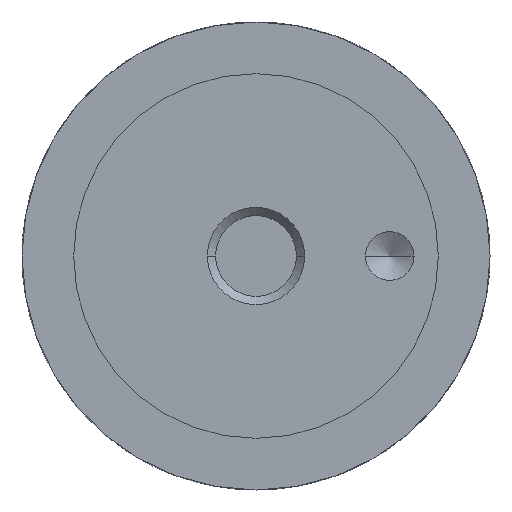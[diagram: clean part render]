
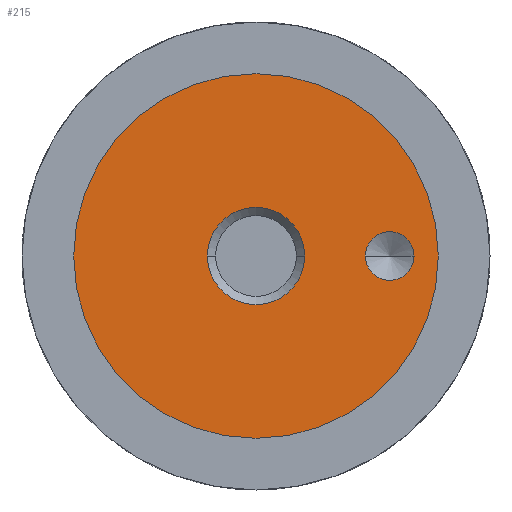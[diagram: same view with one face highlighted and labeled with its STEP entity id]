
A CAD part, front view. The second image highlights one B-rep face of the part: STEP entity #215.
In plain terms, the highlighted planar face has unit normal (0, -1, 0).
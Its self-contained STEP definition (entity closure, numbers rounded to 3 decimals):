
#215=ADVANCED_FACE('',(#468,#469,#470),#471,.T.);
#468=FACE_BOUND('',#784,.T.);
#469=FACE_BOUND('',#785,.T.);
#470=FACE_OUTER_BOUND('',#786,.T.);
#471=PLANE('',#787);
#784=EDGE_LOOP('',(#1276,#1277));
#785=EDGE_LOOP('',(#1278,#1279));
#786=EDGE_LOOP('',(#1280,#1281));
#787=AXIS2_PLACEMENT_3D('',#1282,#1283,#1284);
#1276=ORIENTED_EDGE('',*,*,#1781,.T.);
#1277=ORIENTED_EDGE('',*,*,#1866,.T.);
#1278=ORIENTED_EDGE('',*,*,#1872,.T.);
#1279=ORIENTED_EDGE('',*,*,#1772,.T.);
#1280=ORIENTED_EDGE('',*,*,#1761,.F.);
#1281=ORIENTED_EDGE('',*,*,#1876,.F.);
#1282=CARTESIAN_POINT('',(7.5,0.0,0.0));
#1283=DIRECTION('',(-0.0,-1.0,-0.0));
#1284=DIRECTION('',(-1.0,0.0,0.0));
#1761=EDGE_CURVE('',#2061,#2064,#2065,.T.);
#1772=EDGE_CURVE('',#2077,#2080,#2082,.T.);
#1781=EDGE_CURVE('',#2093,#2095,#2097,.T.);
#1866=EDGE_CURVE('',#2095,#2093,#2222,.T.);
#1872=EDGE_CURVE('',#2080,#2077,#2228,.T.);
#1876=EDGE_CURVE('',#2064,#2061,#2232,.T.);
#2061=VERTEX_POINT('',#2488);
#2064=VERTEX_POINT('',#2492);
#2065=CIRCLE('',#2493,15.0);
#2077=VERTEX_POINT('',#2508);
#2080=VERTEX_POINT('',#2512);
#2082=CIRCLE('',#2515,2.0);
#2093=VERTEX_POINT('',#2528);
#2095=VERTEX_POINT('',#2531);
#2097=CIRCLE('',#2534,4.0);
#2222=CIRCLE('',#3041,4.0);
#2228=CIRCLE('',#3047,2.0);
#2232=CIRCLE('',#3051,15.0);
#2488=CARTESIAN_POINT('',(15.0,0.0,0.0));
#2492=CARTESIAN_POINT('',(-15.0,0.0,0.));
#2493=AXIS2_PLACEMENT_3D('',#4135,#4136,#4137);
#2508=CARTESIAN_POINT('',(9.0,0.0,0.));
#2512=CARTESIAN_POINT('',(13.0,0.,0.));
#2515=AXIS2_PLACEMENT_3D('',#4152,#4153,#4154);
#2528=CARTESIAN_POINT('',(-4.0,0.,0.0));
#2531=CARTESIAN_POINT('',(4.0,0.,0.));
#2534=AXIS2_PLACEMENT_3D('',#4165,#4166,#4167);
#3041=AXIS2_PLACEMENT_3D('',#4226,#4227,#4228);
#3047=AXIS2_PLACEMENT_3D('',#4235,#4236,#4237);
#3051=AXIS2_PLACEMENT_3D('',#4241,#4242,#4243);
#4135=CARTESIAN_POINT('',(0.0,0.0,0.0));
#4136=DIRECTION('',(-0.0,1.0,0.0));
#4137=DIRECTION('',(1.0,0.0,0.0));
#4152=CARTESIAN_POINT('',(11.0,0.0,0.0));
#4153=DIRECTION('',(0.0,1.0,0.0));
#4154=DIRECTION('',(-1.0,0.0,0.0));
#4165=CARTESIAN_POINT('',(0.,0.,0.0));
#4166=DIRECTION('',(0.0,1.0,0.0));
#4167=DIRECTION('',(-1.0,0.0,0.0));
#4226=CARTESIAN_POINT('',(0.,0.,0.0));
#4227=DIRECTION('',(0.0,1.0,0.0));
#4228=DIRECTION('',(-1.0,0.0,0.0));
#4235=CARTESIAN_POINT('',(11.0,0.0,0.0));
#4236=DIRECTION('',(0.0,1.0,0.0));
#4237=DIRECTION('',(-1.0,0.0,0.0));
#4241=CARTESIAN_POINT('',(0.0,0.0,0.0));
#4242=DIRECTION('',(-0.0,1.0,0.0));
#4243=DIRECTION('',(1.0,0.0,0.0));
